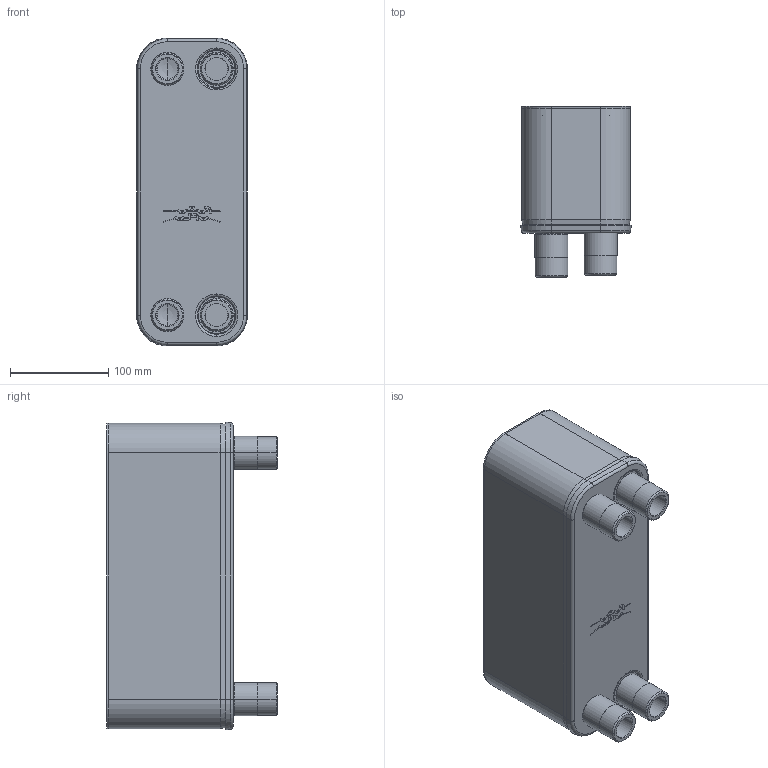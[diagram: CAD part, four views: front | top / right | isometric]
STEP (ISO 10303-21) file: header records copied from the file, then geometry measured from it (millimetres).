
FILE_DESCRIPTION((''),'2;1');
FILE_NAME('CB30_50H_3287083388_ASM','2018-08-29T',('cnshipu'),(''),'CREO PARAMETRIC BY PTC INC, 2016260','CREO PARAMETRIC BY PTC INC, 2016260','');
FILE_SCHEMA(('CONFIG_CONTROL_DESIGN'));
Length unit declared in the file: millimetre
Products named in the file (5): CB30_50_CH_BLOCK; CB30_FP_S1S2S3S4_25; CB30_PP; 1625764-01; CB30_50H_3287083388_ASM
Assembly tree (7 placements, depth 2):
  CB30_50H_3287083388_ASM
    CB30_50_CH_BLOCK
    CB30_FP_S1S2S3S4_25
    CB30_PP
    1625764-01  x4
Bounding box: 112.55 x 173.5 x 312.79 mm (x, y, z)
Volume: 3695962 mm3; surface area: 412602.7 mm2
Topology: 7 solids, 13 shells, 1740 faces, 4834 edges, 3146 vertices
Faces by surface type: plane 1356, cylinder 176, torus 104, cone 88, sphere 16
Entity records: 52723 total; most frequent: CARTESIAN_POINT 9384, ORIENTED_EDGE 9284, DIRECTION 8552, EDGE_CURVE 4644, VECTOR 4060, LINE 4060, VERTEX_POINT 3038, AXIS2_PLACEMENT_3D 2246
